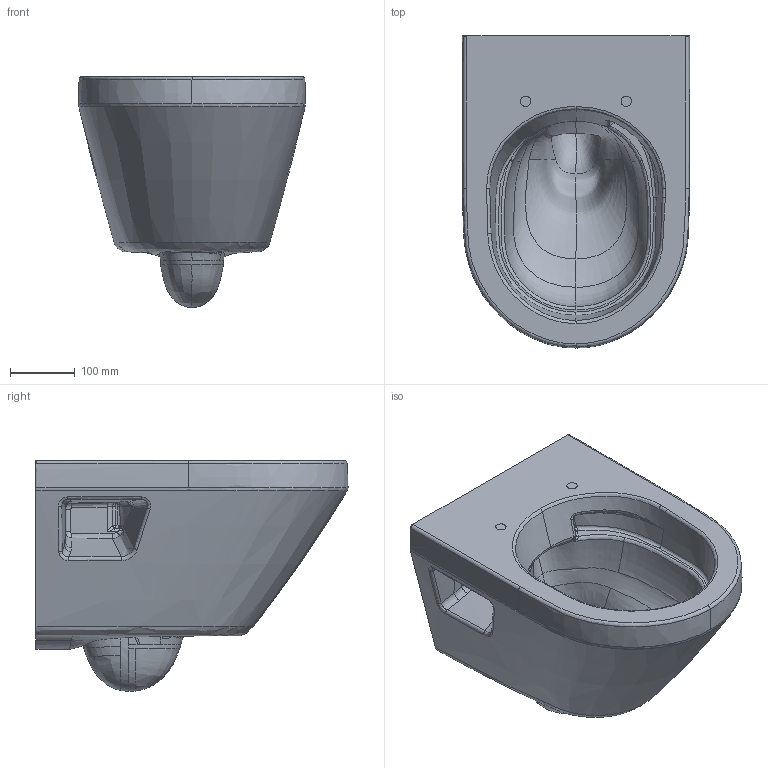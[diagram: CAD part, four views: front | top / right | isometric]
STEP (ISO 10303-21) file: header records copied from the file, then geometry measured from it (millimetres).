
FILE_DESCRIPTION(/* description */ (''),/* implementation_level */ '2;1');
FILE_NAME(/* name */ 'C4687C0_3D Daten Kommunication.stp',/* time_stamp */ '2023-08-03T09:25:52+02:00',/* author */ (''),/* organization */ (''),/* preprocessor_version */ 'ST-DEVELOPER v18.1',/* originating_system */ 'SIEMENS PLM Software NX 1973',/* authorisation */ '');
FILE_SCHEMA (('AUTOMOTIVE_DESIGN { 1 0 10303 214 3 1 1 1 }'));
Products named in the file (1): rupp5D9CF766sv3p
Bounding box: 349.83 x 480.71 x 355.59 mm (x, y, z)
Surface area: 801755.7 mm2 (no closed solid volume)
Topology: 0 solids, 248 shells, 248 faces, 1311 edges, 1298 vertices
Faces by surface type: bspline 207, plane 18, cylinder 13, extrusion 5, sphere 5
Entity records: 84635 total; most frequent: CARTESIAN_POINT 75433, ORIENTED_EDGE 1298, VERTEX_POINT 1298, EDGE_CURVE 1298, B_SPLINE_CURVE_WITH_KNOTS 1016, DIRECTION 573, EDGE_LOOP 256, AXIS2_PLACEMENT_3D 254
